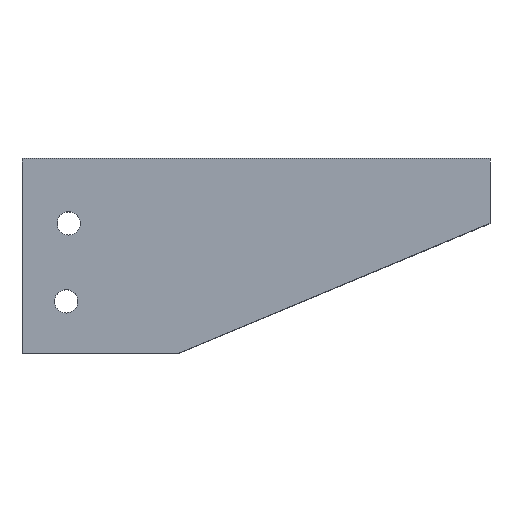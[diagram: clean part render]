
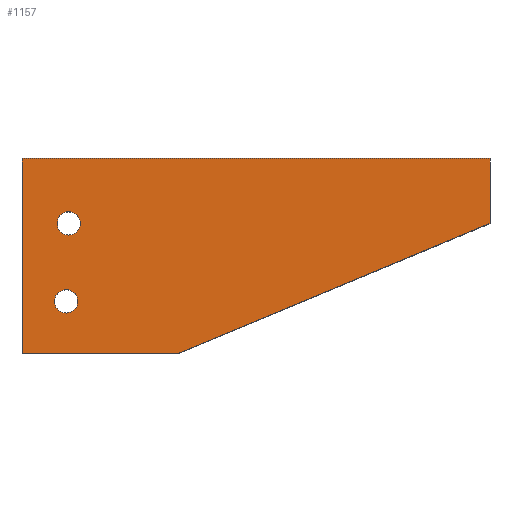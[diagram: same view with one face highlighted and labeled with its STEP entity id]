
A CAD part, top view. The second image highlights one B-rep face of the part: STEP entity #1157.
In plain terms, the highlighted planar face has unit normal (0, 0, 1).
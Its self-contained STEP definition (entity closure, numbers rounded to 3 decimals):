
#33 = LINE ( 'NONE', #72, #288 ) ;
#56 = VERTEX_POINT ( 'NONE', #756 ) ;
#67 = FACE_BOUND ( 'NONE', #142, .T. ) ;
#71 = DIRECTION ( 'NONE',  ( 0., 0., 1. ) ) ;
#72 = CARTESIAN_POINT ( 'NONE',  ( 170.769, -27.346, 25. ) ) ;
#91 = CARTESIAN_POINT ( 'NONE',  ( 165., -13.5, 25. ) ) ;
#95 = CARTESIAN_POINT ( 'NONE',  ( 22.5, -23.5, 25. ) ) ;
#142 = EDGE_LOOP ( 'NONE', ( #306 ) ) ;
#157 = VECTOR ( 'NONE', #680, 1000. ) ;
#163 = VERTEX_POINT ( 'NONE', #95 ) ;
#178 = CARTESIAN_POINT ( 'NONE',  ( 21.453, -53.482, 25. ) ) ;
#180 = LINE ( 'NONE', #304, #157 ) ;
#204 = CARTESIAN_POINT ( 'NONE',  ( 180., -23.5, 25. ) ) ;
#216 = VECTOR ( 'NONE', #1076, 1000. ) ;
#240 = DIRECTION ( 'NONE',  ( 0., -1., 0. ) ) ;
#244 = LINE ( 'NONE', #975, #216 ) ;
#259 = DIRECTION ( 'NONE',  ( 0., 0., -1. ) ) ;
#269 = LINE ( 'NONE', #784, #1105 ) ;
#284 = VERTEX_POINT ( 'NONE', #204 ) ;
#286 = VERTEX_POINT ( 'NONE', #760 ) ;
#288 = VECTOR ( 'NONE', #562, 1000. ) ;
#304 = CARTESIAN_POINT ( 'NONE',  ( 165., -73.5, 25. ) ) ;
#306 = ORIENTED_EDGE ( 'NONE', *, *, #997, .F. ) ;
#312 = CARTESIAN_POINT ( 'NONE',  ( 0., 0., 25. ) ) ;
#318 = DIRECTION ( 'NONE',  ( 0., 1., 0. ) ) ;
#330 = ORIENTED_EDGE ( 'NONE', *, *, #916, .F. ) ;
#374 = CIRCLE ( 'NONE', #683, 4.5 ) ;
#395 = ORIENTED_EDGE ( 'NONE', *, *, #963, .T. ) ;
#403 = DIRECTION ( 'NONE',  ( 0., 1., 0. ) ) ;
#422 = ORIENTED_EDGE ( 'NONE', *, *, #1043, .T. ) ;
#447 = VERTEX_POINT ( 'NONE', #734 ) ;
#465 = DIRECTION ( 'NONE',  ( 0., 0., 1. ) ) ;
#471 = ORIENTED_EDGE ( 'NONE', *, *, #1005, .F. ) ;
#485 = EDGE_CURVE ( 'NONE', #56, #286, #269, .T. ) ;
#490 = CARTESIAN_POINT ( 'NONE',  ( 180., 0., 25. ) ) ;
#518 = ORIENTED_EDGE ( 'NONE', *, *, #1034, .T. ) ;
#521 = FACE_OUTER_BOUND ( 'NONE', #843, .T. ) ;
#522 = CARTESIAN_POINT ( 'NONE',  ( 0., 0., 25. ) ) ;
#560 = LINE ( 'NONE', #312, #1040 ) ;
#562 = DIRECTION ( 'NONE',  ( 0.923, 0.385, 0. ) ) ;
#574 = ORIENTED_EDGE ( 'NONE', *, *, #896, .T. ) ;
#587 = CARTESIAN_POINT ( 'NONE',  ( 16.953, -53.482, 25. ) ) ;
#594 = DIRECTION ( 'NONE',  ( -1., 0., 0. ) ) ;
#604 = AXIS2_PLACEMENT_3D ( 'NONE', #91, #259, #903 ) ;
#680 = DIRECTION ( 'NONE',  ( 1., 0., 0. ) ) ;
#683 = AXIS2_PLACEMENT_3D ( 'NONE', #587, #71, #689 ) ;
#689 = DIRECTION ( 'NONE',  ( 1., 0., 0. ) ) ;
#705 = VECTOR ( 'NONE', #318, 1000. ) ;
#716 = AXIS2_PLACEMENT_3D ( 'NONE', #1038, #465, #1141 ) ;
#717 = VERTEX_POINT ( 'NONE', #945 ) ;
#734 = CARTESIAN_POINT ( 'NONE',  ( 0., -73.5, 25. ) ) ;
#756 = CARTESIAN_POINT ( 'NONE',  ( 180., 1.5, 25. ) ) ;
#760 = CARTESIAN_POINT ( 'NONE',  ( 0., 1.5, 25. ) ) ;
#779 = LINE ( 'NONE', #905, #1027 ) ;
#784 = CARTESIAN_POINT ( 'NONE',  ( 180., 1.5, 25. ) ) ;
#804 = FACE_BOUND ( 'NONE', #990, .T. ) ;
#809 = PLANE ( 'NONE',  #604 ) ;
#843 = EDGE_LOOP ( 'NONE', ( #574, #395, #1084, #518, #422, #1070, #471 ) ) ;
#856 = VERTEX_POINT ( 'NONE', #178 ) ;
#896 = EDGE_CURVE ( 'NONE', #1156, #447, #779, .T. ) ;
#903 = DIRECTION ( 'NONE',  ( 0., 1., 0. ) ) ;
#905 = CARTESIAN_POINT ( 'NONE',  ( 0., -13.5, 25. ) ) ;
#916 = EDGE_CURVE ( 'NONE', #163, #163, #998, .T. ) ;
#918 = EDGE_CURVE ( 'NONE', #717, #284, #33, .T. ) ;
#945 = CARTESIAN_POINT ( 'NONE',  ( 60., -73.5, 25. ) ) ;
#963 = EDGE_CURVE ( 'NONE', #447, #717, #180, .T. ) ;
#975 = CARTESIAN_POINT ( 'NONE',  ( 180., 0., 25. ) ) ;
#978 = LINE ( 'NONE', #1071, #705 ) ;
#990 = EDGE_LOOP ( 'NONE', ( #330 ) ) ;
#991 = VERTEX_POINT ( 'NONE', #490 ) ;
#997 = EDGE_CURVE ( 'NONE', #856, #856, #374, .T. ) ;
#998 = CIRCLE ( 'NONE', #716, 4.5 ) ;
#1005 = EDGE_CURVE ( 'NONE', #1156, #286, #560, .T. ) ;
#1027 = VECTOR ( 'NONE', #240, 1000. ) ;
#1034 = EDGE_CURVE ( 'NONE', #284, #991, #978, .T. ) ;
#1038 = CARTESIAN_POINT ( 'NONE',  ( 18., -23.5, 25. ) ) ;
#1040 = VECTOR ( 'NONE', #403, 1000. ) ;
#1043 = EDGE_CURVE ( 'NONE', #991, #56, #244, .T. ) ;
#1070 = ORIENTED_EDGE ( 'NONE', *, *, #485, .T. ) ;
#1071 = CARTESIAN_POINT ( 'NONE',  ( 180., -13.5, 25. ) ) ;
#1076 = DIRECTION ( 'NONE',  ( 0., 1., 0. ) ) ;
#1084 = ORIENTED_EDGE ( 'NONE', *, *, #918, .T. ) ;
#1105 = VECTOR ( 'NONE', #594, 1000. ) ;
#1141 = DIRECTION ( 'NONE',  ( 1., 0., 0. ) ) ;
#1156 = VERTEX_POINT ( 'NONE', #522 ) ;
#1157 = ADVANCED_FACE ( 'NONE', ( #67, #804, #521 ), #809, .F. ) ;
